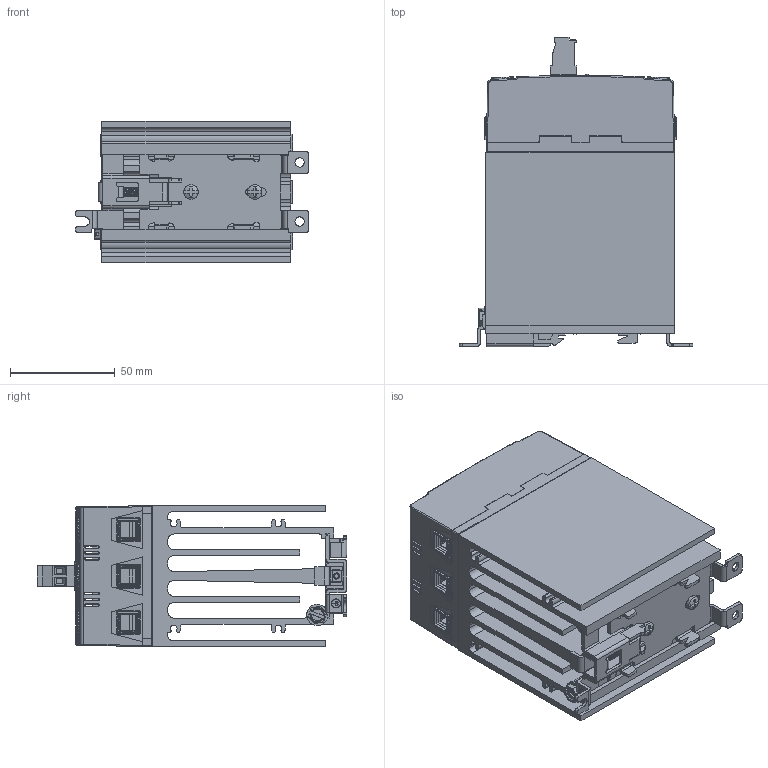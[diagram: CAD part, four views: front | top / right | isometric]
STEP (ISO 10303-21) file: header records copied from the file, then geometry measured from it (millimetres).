
FILE_DESCRIPTION (( 'STEP AP214' ), '1' );
FILE_NAME ('110503_2.STEP', '2019-07-17T16:55:16', ( '' ), ( '' ), 'SwSTEP 2.0', 'SolidWorks 2017', '' );
FILE_SCHEMA (( 'AUTOMOTIVE_DESIGN' ));
Length unit declared in the file: inch
Products named in the file (1): 110503_2
Bounding box: 111.49 x 147.8 x 67.5 mm (x, y, z)
Volume: 399530.7 mm3; surface area: 175555.9 mm2
Topology: 14 solids, 14 shells, 3999 faces, 11126 edges, 7211 vertices
Faces by surface type: plane 2023, cylinder 1086, bspline 553, cone 337
Entity records: 223082 total; most frequent: CARTESIAN_POINT 105105, ORIENTED_EDGE 22160, DIRECTION 13720, EDGE_CURVE 11080, VERTEX_POINT 7211, LINE 5098, VECTOR 5098, B_SPLINE_CURVE_WITH_KNOTS 4738
